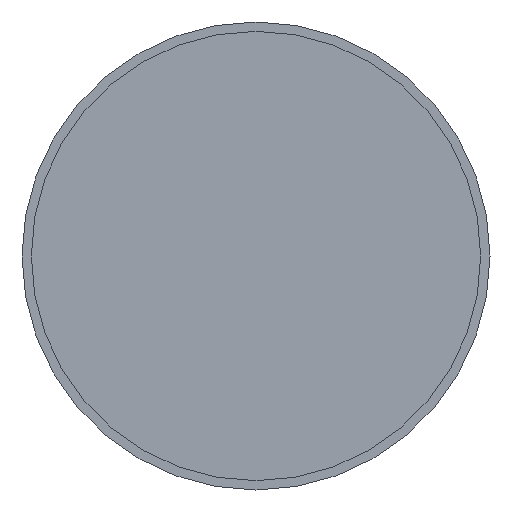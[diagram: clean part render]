
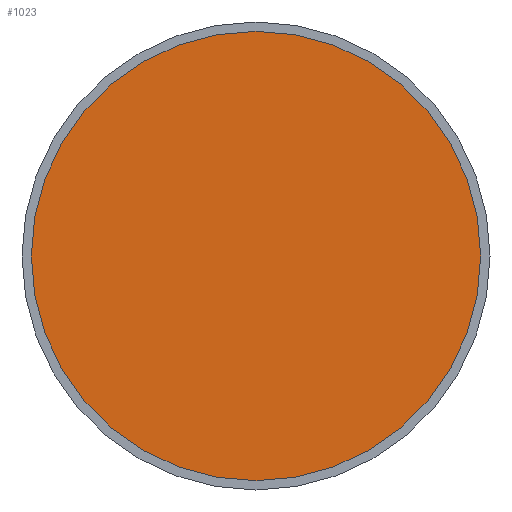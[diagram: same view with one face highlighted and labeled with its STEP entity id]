
A CAD part, front view. The second image highlights one B-rep face of the part: STEP entity #1023.
In plain terms, the highlighted planar face has unit normal (0, -1, 0).
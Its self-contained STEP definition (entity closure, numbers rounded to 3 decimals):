
#152 = AXIS2_PLACEMENT_3D ( 'NONE', #1610, #1207, #956 ) ;
#179 = CIRCLE ( 'NONE', #152, 48. ) ;
#184 = DIRECTION ( 'NONE',  ( -1., 0., 0. ) ) ;
#187 = CIRCLE ( 'NONE', #1163, 48. ) ;
#225 = ORIENTED_EDGE ( 'NONE', *, *, #1067, .T. ) ;
#316 = EDGE_LOOP ( 'NONE', ( #1089, #225 ) ) ;
#317 = CARTESIAN_POINT ( 'NONE',  ( 0., 0., 0. ) ) ;
#359 = VERTEX_POINT ( 'NONE', #1583 ) ;
#361 = VERTEX_POINT ( 'NONE', #1198 ) ;
#410 = EDGE_CURVE ( 'NONE', #361, #359, #179, .T. ) ;
#583 = FACE_OUTER_BOUND ( 'NONE', #316, .T. ) ;
#659 = DIRECTION ( 'NONE',  ( 0., -1., 0. ) ) ;
#849 = DIRECTION ( 'NONE',  ( 0., 1., 0. ) ) ;
#956 = DIRECTION ( 'NONE',  ( 1., 0., 0. ) ) ;
#976 = PLANE ( 'NONE',  #1274 ) ;
#1023 = ADVANCED_FACE ( 'NONE', ( #583 ), #976, .F. ) ;
#1067 = EDGE_CURVE ( 'NONE', #359, #361, #187, .T. ) ;
#1089 = ORIENTED_EDGE ( 'NONE', *, *, #410, .T. ) ;
#1163 = AXIS2_PLACEMENT_3D ( 'NONE', #1420, #659, #1311 ) ;
#1198 = CARTESIAN_POINT ( 'NONE',  ( 48., 0., 0. ) ) ;
#1207 = DIRECTION ( 'NONE',  ( 0., -1., 0. ) ) ;
#1274 = AXIS2_PLACEMENT_3D ( 'NONE', #317, #849, #184 ) ;
#1311 = DIRECTION ( 'NONE',  ( 1., 0., 0. ) ) ;
#1420 = CARTESIAN_POINT ( 'NONE',  ( 0., 0., 0. ) ) ;
#1583 = CARTESIAN_POINT ( 'NONE',  ( -48., 0., 0. ) ) ;
#1610 = CARTESIAN_POINT ( 'NONE',  ( 0., 0., 0. ) ) ;
